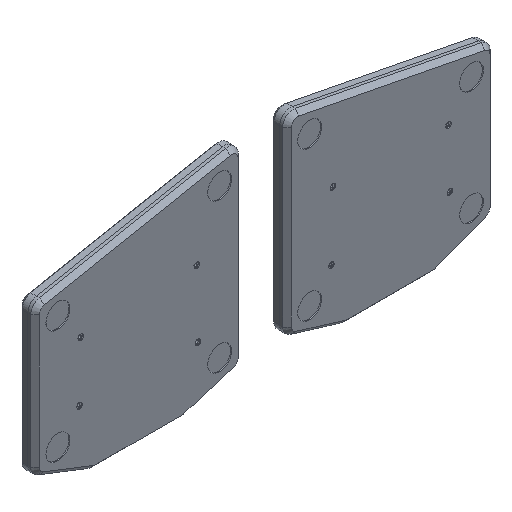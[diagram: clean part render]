
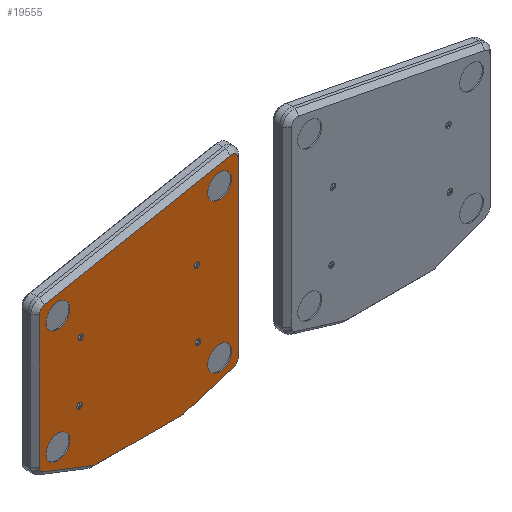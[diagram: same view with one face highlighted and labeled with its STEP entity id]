
A CAD part, isometric view. The second image highlights one B-rep face of the part: STEP entity #19555.
In plain terms, the highlighted planar face has unit normal (0, -1, 0).
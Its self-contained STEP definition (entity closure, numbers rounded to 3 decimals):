
#1773=FACE_BOUND('',#3922,.T.);
#1774=FACE_BOUND('',#3923,.T.);
#1775=FACE_BOUND('',#3924,.T.);
#1776=FACE_BOUND('',#3925,.T.);
#1777=FACE_BOUND('',#3926,.T.);
#1778=FACE_BOUND('',#3927,.T.);
#1779=FACE_BOUND('',#3928,.T.);
#1780=FACE_BOUND('',#3929,.T.);
#2122=PLANE('',#20990);
#2875=FACE_OUTER_BOUND('',#3921,.T.);
#3921=EDGE_LOOP('',(#15995,#15996,#15997,#15998,#15999,#16000,#16001,#16002,
#16003,#16004,#16005,#16006));
#3922=EDGE_LOOP('',(#16007));
#3923=EDGE_LOOP('',(#16008));
#3924=EDGE_LOOP('',(#16009));
#3925=EDGE_LOOP('',(#16010));
#3926=EDGE_LOOP('',(#16011));
#3927=EDGE_LOOP('',(#16012));
#3928=EDGE_LOOP('',(#16013));
#3929=EDGE_LOOP('',(#16014));
#5357=LINE('',#30749,#7093);
#5361=LINE('',#30763,#7097);
#5364=LINE('',#30771,#7100);
#5367=LINE('',#30779,#7103);
#5370=LINE('',#30787,#7106);
#5373=LINE('',#30795,#7109);
#7093=VECTOR('',#24801,10.);
#7097=VECTOR('',#24821,10.);
#7100=VECTOR('',#24830,10.);
#7103=VECTOR('',#24839,10.);
#7106=VECTOR('',#24848,10.);
#7109=VECTOR('',#24857,10.);
#8355=CIRCLE('',#20857,1.25);
#8359=CIRCLE('',#20864,1.25);
#8363=CIRCLE('',#20871,1.25);
#8367=CIRCLE('',#20878,1.25);
#8407=CIRCLE('',#20964,2.9);
#8408=CIRCLE('',#20967,2.9);
#8409=CIRCLE('',#20970,2.9);
#8410=CIRCLE('',#20973,2.9);
#8411=CIRCLE('',#20976,2.9);
#8416=CIRCLE('',#20991,2.9);
#8417=CIRCLE('',#20992,5.5);
#8418=CIRCLE('',#20993,5.5);
#8419=CIRCLE('',#20994,5.5);
#8420=CIRCLE('',#20995,5.5);
#9837=VERTEX_POINT('',#30428);
#9841=VERTEX_POINT('',#30441);
#9845=VERTEX_POINT('',#30454);
#9849=VERTEX_POINT('',#30467);
#9945=VERTEX_POINT('',#30746);
#9946=VERTEX_POINT('',#30748);
#9947=VERTEX_POINT('',#30757);
#9948=VERTEX_POINT('',#30761);
#9949=VERTEX_POINT('',#30765);
#9950=VERTEX_POINT('',#30769);
#9951=VERTEX_POINT('',#30773);
#9952=VERTEX_POINT('',#30777);
#9953=VERTEX_POINT('',#30781);
#9954=VERTEX_POINT('',#30785);
#9955=VERTEX_POINT('',#30789);
#9956=VERTEX_POINT('',#30793);
#9961=VERTEX_POINT('',#30819);
#9962=VERTEX_POINT('',#30821);
#9963=VERTEX_POINT('',#30823);
#9964=VERTEX_POINT('',#30825);
#11923=EDGE_CURVE('',#9837,#9837,#8355,.T.);
#11929=EDGE_CURVE('',#9841,#9841,#8359,.T.);
#11935=EDGE_CURVE('',#9845,#9845,#8363,.T.);
#11941=EDGE_CURVE('',#9849,#9849,#8367,.T.);
#12082=EDGE_CURVE('',#9945,#9946,#5357,.T.);
#12088=EDGE_CURVE('',#9947,#9945,#8407,.T.);
#12090=EDGE_CURVE('',#9948,#9947,#5361,.T.);
#12092=EDGE_CURVE('',#9949,#9948,#8408,.T.);
#12094=EDGE_CURVE('',#9950,#9949,#5364,.T.);
#12096=EDGE_CURVE('',#9951,#9950,#8409,.T.);
#12098=EDGE_CURVE('',#9952,#9951,#5367,.T.);
#12100=EDGE_CURVE('',#9953,#9952,#8410,.T.);
#12102=EDGE_CURVE('',#9954,#9953,#5370,.T.);
#12104=EDGE_CURVE('',#9955,#9954,#8411,.T.);
#12106=EDGE_CURVE('',#9956,#9955,#5373,.T.);
#12116=EDGE_CURVE('',#9946,#9956,#8416,.T.);
#12117=EDGE_CURVE('',#9961,#9961,#8417,.T.);
#12118=EDGE_CURVE('',#9962,#9962,#8418,.T.);
#12119=EDGE_CURVE('',#9963,#9963,#8419,.T.);
#12120=EDGE_CURVE('',#9964,#9964,#8420,.T.);
#15995=ORIENTED_EDGE('',*,*,#12096,.F.);
#15996=ORIENTED_EDGE('',*,*,#12098,.F.);
#15997=ORIENTED_EDGE('',*,*,#12100,.F.);
#15998=ORIENTED_EDGE('',*,*,#12102,.F.);
#15999=ORIENTED_EDGE('',*,*,#12104,.F.);
#16000=ORIENTED_EDGE('',*,*,#12106,.F.);
#16001=ORIENTED_EDGE('',*,*,#12116,.F.);
#16002=ORIENTED_EDGE('',*,*,#12082,.F.);
#16003=ORIENTED_EDGE('',*,*,#12088,.F.);
#16004=ORIENTED_EDGE('',*,*,#12090,.F.);
#16005=ORIENTED_EDGE('',*,*,#12092,.F.);
#16006=ORIENTED_EDGE('',*,*,#12094,.F.);
#16007=ORIENTED_EDGE('',*,*,#11923,.T.);
#16008=ORIENTED_EDGE('',*,*,#11929,.T.);
#16009=ORIENTED_EDGE('',*,*,#11935,.T.);
#16010=ORIENTED_EDGE('',*,*,#11941,.T.);
#16011=ORIENTED_EDGE('',*,*,#12117,.T.);
#16012=ORIENTED_EDGE('',*,*,#12118,.T.);
#16013=ORIENTED_EDGE('',*,*,#12119,.T.);
#16014=ORIENTED_EDGE('',*,*,#12120,.T.);
#19555=ADVANCED_FACE('',(#2875,#1773,#1774,#1775,#1776,#1777,#1778,#1779,
#1780),#2122,.F.);
#20857=AXIS2_PLACEMENT_3D('',#30429,#24489,#24490);
#20864=AXIS2_PLACEMENT_3D('',#30442,#24505,#24506);
#20871=AXIS2_PLACEMENT_3D('',#30455,#24521,#24522);
#20878=AXIS2_PLACEMENT_3D('',#30468,#24537,#24538);
#20964=AXIS2_PLACEMENT_3D('',#30759,#24816,#24817);
#20967=AXIS2_PLACEMENT_3D('',#30767,#24825,#24826);
#20970=AXIS2_PLACEMENT_3D('',#30775,#24834,#24835);
#20973=AXIS2_PLACEMENT_3D('',#30783,#24843,#24844);
#20976=AXIS2_PLACEMENT_3D('',#30791,#24852,#24853);
#20990=AXIS2_PLACEMENT_3D('',#30817,#24887,#24888);
#20991=AXIS2_PLACEMENT_3D('',#30818,#24889,#24890);
#20992=AXIS2_PLACEMENT_3D('',#30820,#24891,#24892);
#20993=AXIS2_PLACEMENT_3D('',#30822,#24893,#24894);
#20994=AXIS2_PLACEMENT_3D('',#30824,#24895,#24896);
#20995=AXIS2_PLACEMENT_3D('',#30826,#24897,#24898);
#24489=DIRECTION('center_axis',(0.,1.,0.));
#24490=DIRECTION('ref_axis',(1.,0.,0.));
#24505=DIRECTION('center_axis',(0.,1.,0.));
#24506=DIRECTION('ref_axis',(1.,0.,0.));
#24521=DIRECTION('center_axis',(0.,1.,0.));
#24522=DIRECTION('ref_axis',(1.,0.,0.));
#24537=DIRECTION('center_axis',(0.,1.,0.));
#24538=DIRECTION('ref_axis',(1.,0.,0.));
#24801=DIRECTION('',(-0.957,0.,-0.292));
#24816=DIRECTION('center_axis',(0.,1.,0.));
#24817=DIRECTION('ref_axis',(1.,0.,0.));
#24821=DIRECTION('',(0.,0.,-1.));
#24825=DIRECTION('center_axis',(0.,1.,0.));
#24826=DIRECTION('ref_axis',(-0.191,0.,0.982));
#24830=DIRECTION('',(0.982,0.,0.191));
#24834=DIRECTION('center_axis',(0.,1.,0.));
#24835=DIRECTION('ref_axis',(-1.,0.,0.));
#24839=DIRECTION('',(0.,0.,1.));
#24843=DIRECTION('center_axis',(0.,1.,0.));
#24844=DIRECTION('ref_axis',(-0.362,0.,-0.932));
#24848=DIRECTION('',(-0.932,0.,0.362));
#24852=DIRECTION('center_axis',(0.,1.,0.));
#24853=DIRECTION('ref_axis',(0.,0.,-1.));
#24857=DIRECTION('',(-1.,0.,0.));
#24887=DIRECTION('center_axis',(0.,1.,0.));
#24888=DIRECTION('ref_axis',(0.,0.,1.));
#24889=DIRECTION('center_axis',(0.,1.,0.));
#24890=DIRECTION('ref_axis',(0.292,0.,-0.957));
#24891=DIRECTION('center_axis',(0.,1.,0.));
#24892=DIRECTION('ref_axis',(1.,0.,0.));
#24893=DIRECTION('center_axis',(0.,1.,0.));
#24894=DIRECTION('ref_axis',(1.,0.,0.));
#24895=DIRECTION('center_axis',(0.,1.,0.));
#24896=DIRECTION('ref_axis',(1.,0.,0.));
#24897=DIRECTION('center_axis',(0.,1.,0.));
#24898=DIRECTION('ref_axis',(1.,0.,0.));
#30428=CARTESIAN_POINT('',(40.732,-7.25,46.622));
#30429=CARTESIAN_POINT('Origin',(41.982,-7.25,46.622));
#30441=CARTESIAN_POINT('',(41.342,-7.25,15.622));
#30442=CARTESIAN_POINT('Origin',(42.592,-7.25,15.622));
#30454=CARTESIAN_POINT('',(-12.658,-7.25,44.622));
#30455=CARTESIAN_POINT('Origin',(-11.408,-7.25,44.622));
#30467=CARTESIAN_POINT('',(-13.268,-7.25,17.622));
#30468=CARTESIAN_POINT('Origin',(-12.018,-7.25,17.622));
#30746=CARTESIAN_POINT('',(59.033,-7.25,-2.552));
#30748=CARTESIAN_POINT('',(36.079,-7.25,-9.552));
#30749=CARTESIAN_POINT('',(32.996,-7.25,-10.492));
#30757=CARTESIAN_POINT('',(61.087,-7.25,0.222));
#30759=CARTESIAN_POINT('Origin',(58.187,-7.25,0.222));
#30761=CARTESIAN_POINT('',(61.087,-7.25,79.838));
#30763=CARTESIAN_POINT('',(61.087,-7.25,18.376));
#30765=CARTESIAN_POINT('',(57.634,-7.25,82.685));
#30767=CARTESIAN_POINT('Origin',(58.187,-7.25,79.838));
#30769=CARTESIAN_POINT('',(-28.166,-7.25,66.001));
#30771=CARTESIAN_POINT('',(32.908,-7.25,77.877));
#30773=CARTESIAN_POINT('',(-30.513,-7.25,63.155));
#30775=CARTESIAN_POINT('Origin',(-27.613,-7.25,63.155));
#30777=CARTESIAN_POINT('',(-30.513,-7.25,2.222));
#30779=CARTESIAN_POINT('',(-30.513,-7.25,49.842));
#30781=CARTESIAN_POINT('',(-28.664,-7.25,-0.481));
#30783=CARTESIAN_POINT('Origin',(-27.613,-7.25,2.222));
#30785=CARTESIAN_POINT('',(-5.521,-7.25,-9.481));
#30787=CARTESIAN_POINT('',(-15.826,-7.25,-5.473));
#30789=CARTESIAN_POINT('',(-4.47,-7.25,-9.678));
#30791=CARTESIAN_POINT('Origin',(-4.47,-7.25,-6.778));
#30793=CARTESIAN_POINT('',(35.233,-7.25,-9.678));
#30795=CARTESIAN_POINT('',(5.409,-7.25,-9.678));
#30817=CARTESIAN_POINT('Origin',(15.287,-7.25,36.53));
#30818=CARTESIAN_POINT('Origin',(35.233,-7.25,-6.778));
#30819=CARTESIAN_POINT('',(-27.513,-7.25,6.053));
#30820=CARTESIAN_POINT('Origin',(-22.013,-7.25,6.053));
#30821=CARTESIAN_POINT('',(47.087,-7.25,4.369));
#30822=CARTESIAN_POINT('Origin',(52.587,-7.25,4.369));
#30823=CARTESIAN_POINT('',(-27.513,-7.25,58.539));
#30824=CARTESIAN_POINT('Origin',(-22.013,-7.25,58.539));
#30825=CARTESIAN_POINT('',(47.087,-7.25,73.044));
#30826=CARTESIAN_POINT('Origin',(52.587,-7.25,73.044));
